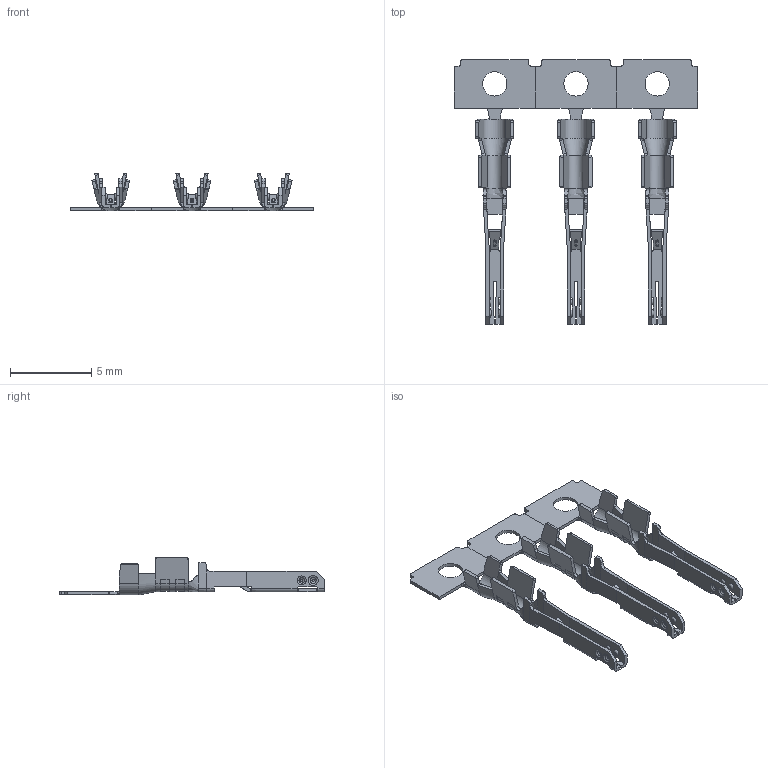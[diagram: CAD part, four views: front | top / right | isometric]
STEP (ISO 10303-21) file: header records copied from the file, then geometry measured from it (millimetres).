
FILE_DESCRIPTION(/* description */ ('Unknown'),/* implementation_level */ '2;1');
FILE_NAME(/* name */ '62610613722',/* time_stamp */ '2023-11-27T14:55:35+01:00',/* author */ ('Unknown'),/* organization */ ('Unknown'),/* preprocessor_version */ 'ST-DEVELOPER v18.102',/* originating_system */ 'Solid Edge',/* authorisation */ 'Unknown');
FILE_SCHEMA (('AUTOMOTIVE_DESIGN {1 0 10303 214 3 1 1}'));
Length unit declared in the file: millimetre
Products named in the file (2): 626x0613722; 62610613722
Assembly tree (3 placements, depth 2):
  626x0613722
    62610613722  x3
Bounding box: 15 x 16.31 x 2.34 mm (x, y, z)
Volume: 32.4 mm3; surface area: 380 mm2
Topology: 3 solids, 3 shells, 675 faces, 1917 edges, 1260 vertices
Faces by surface type: plane 351, cylinder 237, torus 60, bspline 27
Full cylindrical faces by diameter (mm): 0.4 x6, 1.5 x3
Entity records: 7500 total; most frequent: CARTESIAN_POINT 1747, ORIENTED_EDGE 1232, DIRECTION 1117, EDGE_CURVE 616, VERTEX_POINT 412, LINE 381, VECTOR 381, AXIS2_PLACEMENT_3D 368
